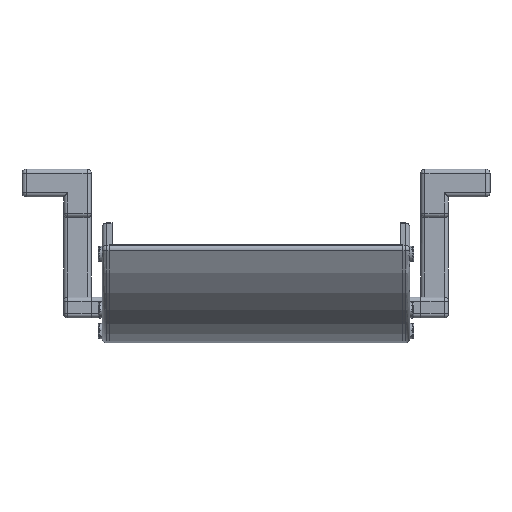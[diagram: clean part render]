
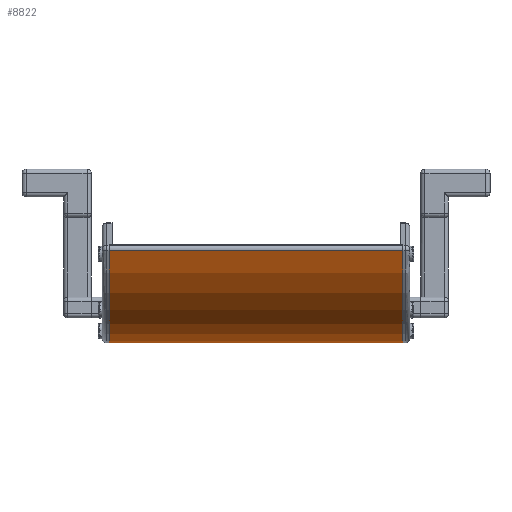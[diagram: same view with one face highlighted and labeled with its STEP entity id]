
A CAD part, left-side view. The second image highlights one B-rep face of the part: STEP entity #8822.
In plain terms, the highlighted cylindrical face has radius 105.5 mm (diameter 211 mm), a partial arc.
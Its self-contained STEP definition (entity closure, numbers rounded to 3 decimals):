
#1050=FACE_OUTER_BOUND('',#1674,.T.);
#1674=EDGE_LOOP('',(#8021,#8022,#8023,#8024));
#2239=CIRCLE('',#9910,105.5);
#2265=CIRCLE('',#9965,105.5);
#2876=LINE('',#16499,#3490);
#2884=LINE('',#16552,#3498);
#3490=VECTOR('',#12725,10.);
#3498=VECTOR('',#12801,10.);
#4219=VERTEX_POINT('',#16433);
#4220=VERTEX_POINT('',#16435);
#4233=VERTEX_POINT('',#16498);
#4239=VERTEX_POINT('',#16520);
#5448=EDGE_CURVE('',#4219,#4220,#2239,.T.);
#5484=EDGE_CURVE('',#4220,#4233,#2876,.T.);
#5492=EDGE_CURVE('',#4239,#4233,#2265,.T.);
#5504=EDGE_CURVE('',#4219,#4239,#2884,.T.);
#8021=ORIENTED_EDGE('',*,*,#5504,.T.);
#8022=ORIENTED_EDGE('',*,*,#5492,.T.);
#8023=ORIENTED_EDGE('',*,*,#5484,.F.);
#8024=ORIENTED_EDGE('',*,*,#5448,.F.);
#8262=CYLINDRICAL_SURFACE('',#9983,105.5);
#8822=ADVANCED_FACE('',(#1050),#8262,.T.);
#9910=AXIS2_PLACEMENT_3D('',#16436,#12636,#12637);
#9965=AXIS2_PLACEMENT_3D('',#16523,#12759,#12760);
#9983=AXIS2_PLACEMENT_3D('',#16553,#12802,#12803);
#12636=DIRECTION('center_axis',(0.,1.,0.));
#12637=DIRECTION('ref_axis',(1.,0.,0.));
#12725=DIRECTION('',(0.,-1.,0.));
#12759=DIRECTION('center_axis',(0.,1.,0.));
#12760=DIRECTION('ref_axis',(1.,0.,0.));
#12801=DIRECTION('',(0.,-1.,0.));
#12802=DIRECTION('center_axis',(0.,1.,0.));
#12803=DIRECTION('ref_axis',(1.,0.,0.));
#16433=CARTESIAN_POINT('',(98.024,212.,-39.008));
#16435=CARTESIAN_POINT('',(-98.024,212.,-39.008));
#16436=CARTESIAN_POINT('Origin',(0.,212.,0.));
#16498=CARTESIAN_POINT('',(-98.024,0.,-39.008));
#16499=CARTESIAN_POINT('',(-98.024,0.,-39.008));
#16520=CARTESIAN_POINT('',(98.024,0.,-39.008));
#16523=CARTESIAN_POINT('Origin',(0.,0.,0.));
#16552=CARTESIAN_POINT('',(98.024,212.,-39.008));
#16553=CARTESIAN_POINT('Origin',(0.,0.,0.));
